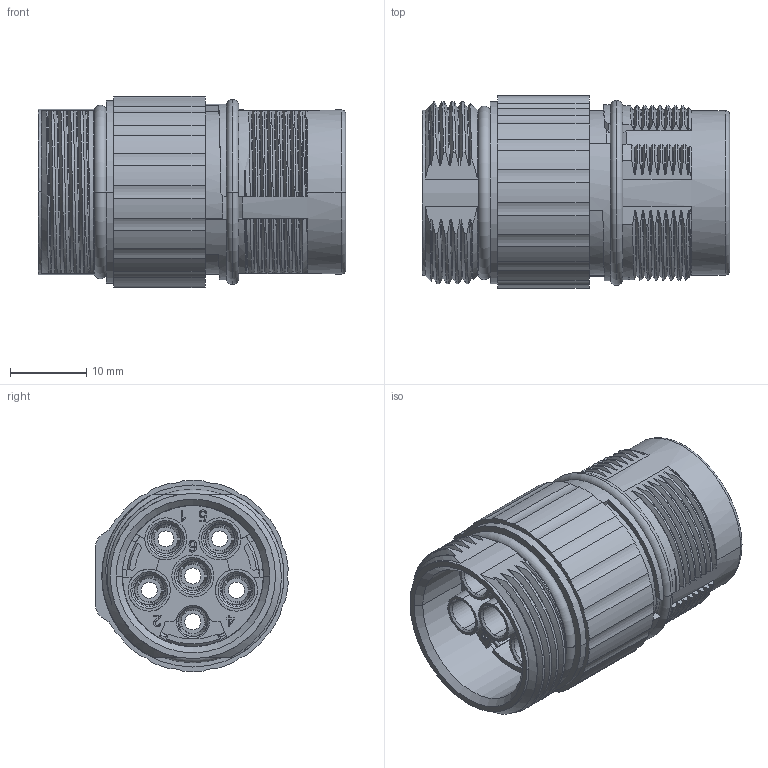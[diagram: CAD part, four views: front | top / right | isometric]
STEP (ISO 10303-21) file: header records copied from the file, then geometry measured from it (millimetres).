
FILE_DESCRIPTION((''),'2;1');
FILE_NAME('M0153','2015-12-04T',('tod.cheng'),(''),'PRO/ENGINEER BY PARAMETRIC TECHNOLOGY CORPORATION, 2012230','PRO/ENGINEER BY PARAMETRIC TECHNOLOGY CORPORATION, 2012230','');
FILE_SCHEMA(('CONFIG_CONTROL_DESIGN'));
Length unit declared in the file: millimetre
Products named in the file (1): M0153
Bounding box: 40.2 x 25.17 x 24.98 mm (x, y, z)
Volume: 10146.9 mm3; surface area: 14102.5 mm2
Topology: 3 solids, 3 shells, 1433 faces, 4050 edges, 2646 vertices
Faces by surface type: plane 410, cylinder 336, bspline 206, cone 192, extrusion 164, torus 119, sphere 6
Entity records: 83707 total; most frequent: CARTESIAN_POINT 48721, ORIENTED_EDGE 8100, DIRECTION 6125, EDGE_CURVE 4050, VERTEX_POINT 2646, AXIS2_PLACEMENT_3D 2146, VECTOR 1833, LINE 1669
